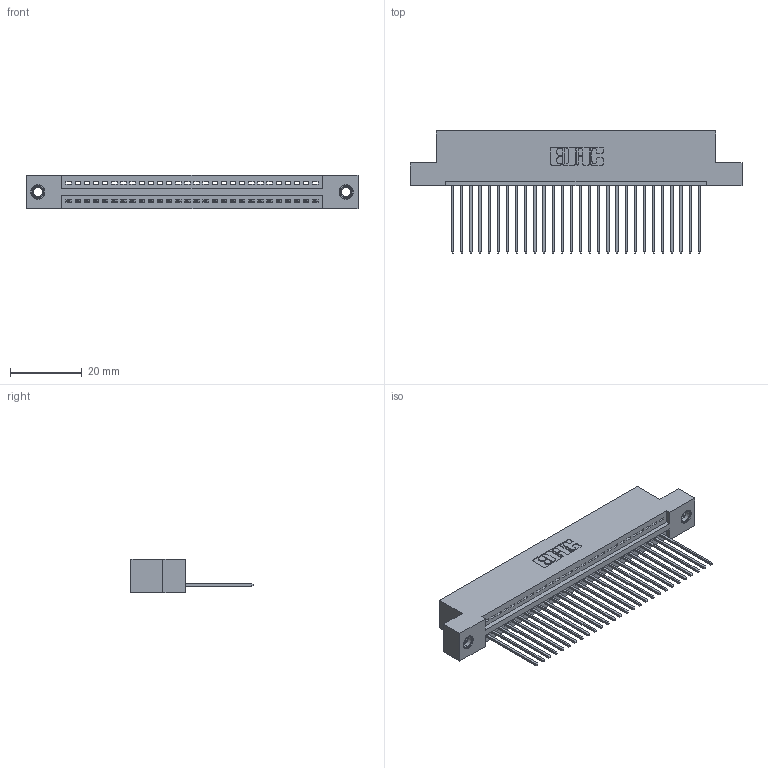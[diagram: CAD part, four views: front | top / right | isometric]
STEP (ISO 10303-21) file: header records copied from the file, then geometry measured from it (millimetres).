
FILE_DESCRIPTION (( 'STEP AP203' ), '1' );
FILE_NAME ('345-028-541-107.STEP', '2018-08-22T10:19:14', ( '' ), ( '' ), 'SwSTEP 2.0', 'SolidWorks 2016', '' );
FILE_SCHEMA (( 'CONFIG_CONTROL_DESIGN' ));
Length unit declared in the file: inch
Products named in the file (4): 345 Part_Flush Mounting Lugs - 0.156 Dia-TI; 345-292-001_345-293-141; 345-250-001_345-250-005-103; 345-028-541-107
Assembly tree (31 placements, depth 2):
  345-028-541-107
    345 Part_Flush Mounting Lugs - 0.156 Dia-TI
    345-292-001_345-293-141  x28
    345-250-001_345-250-005-103  x2
Bounding box: 92.33 x 33.96 x 9.4 mm (x, y, z)
Volume: 8733.7 mm3; surface area: 11992.2 mm2
Topology: 31 solids, 31 shells, 1810 faces, 5405 edges, 3558 vertices
Faces by surface type: plane 1232, cylinder 562, cone 12, torus 4
Entity records: 24162 total; most frequent: CARTESIAN_POINT 4167, ORIENTED_EDGE 4122, DIRECTION 3687, EDGE_CURVE 2061, VECTOR 1797, LINE 1797, VERTEX_POINT 1368, AXIS2_PLACEMENT_3D 945
